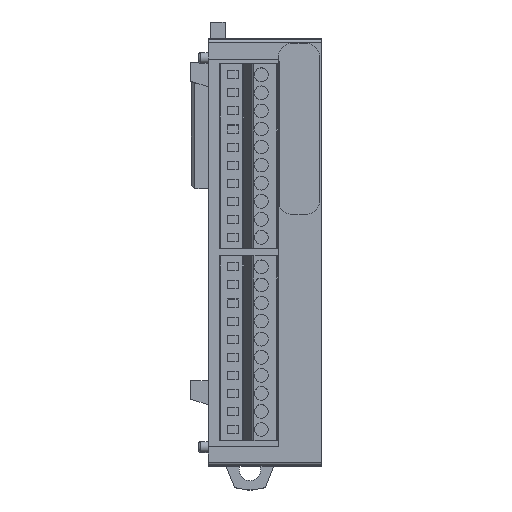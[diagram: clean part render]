
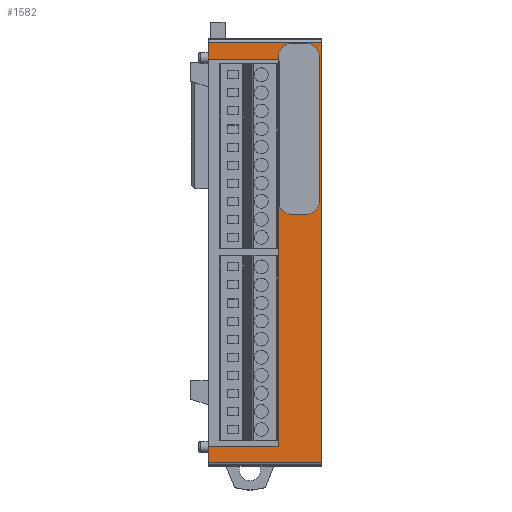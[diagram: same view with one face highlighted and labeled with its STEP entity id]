
A CAD part, top view. The second image highlights one B-rep face of the part: STEP entity #1582.
In plain terms, the highlighted planar face has unit normal (0, 0, 1).
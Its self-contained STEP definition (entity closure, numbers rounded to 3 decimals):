
#1582=ADVANCED_FACE('Corps principal',(#3378),#3379,.F.);
#3378=FACE_OUTER_BOUND('',#5383,.T.);
#3379=PLANE('',#5384);
#5383=EDGE_LOOP('',(#10070,#10071,#10072,#10073,#10074,#10075,#10076,#10077,#10078,#10079,#10080,#10081,#10082,#10083,#10084,#10085,#10086,#10087,#10088,#10089,#10090,#10091));
#5384=AXIS2_PLACEMENT_3D('',#10092,#10093,#10094);
#10070=ORIENTED_EDGE('',*,*,#13225,.T.);
#10071=ORIENTED_EDGE('',*,*,#13273,.F.);
#10072=ORIENTED_EDGE('',*,*,#13185,.F.);
#10073=ORIENTED_EDGE('',*,*,#13274,.F.);
#10074=ORIENTED_EDGE('',*,*,#11824,.T.);
#10075=ORIENTED_EDGE('',*,*,#12027,.T.);
#10076=ORIENTED_EDGE('',*,*,#12274,.F.);
#10077=ORIENTED_EDGE('',*,*,#12024,.F.);
#10078=ORIENTED_EDGE('',*,*,#11827,.T.);
#10079=ORIENTED_EDGE('',*,*,#13275,.F.);
#10080=ORIENTED_EDGE('',*,*,#13182,.T.);
#10081=ORIENTED_EDGE('',*,*,#11941,.T.);
#10082=ORIENTED_EDGE('',*,*,#12376,.T.);
#10083=ORIENTED_EDGE('',*,*,#12373,.T.);
#10084=ORIENTED_EDGE('',*,*,#12369,.T.);
#10085=ORIENTED_EDGE('',*,*,#12365,.T.);
#10086=ORIENTED_EDGE('',*,*,#12361,.T.);
#10087=ORIENTED_EDGE('',*,*,#12357,.T.);
#10088=ORIENTED_EDGE('',*,*,#12353,.T.);
#10089=ORIENTED_EDGE('',*,*,#12349,.T.);
#10090=ORIENTED_EDGE('',*,*,#12345,.T.);
#10091=ORIENTED_EDGE('',*,*,#13143,.T.);
#10092=CARTESIAN_POINT('',(0.0,0.729,81.003));
#10093=DIRECTION('',(0.0,0.0,-1.0));
#10094=DIRECTION('',(0.0,-1.0,0.0));
#11824=EDGE_CURVE('',#14166,#14164,#14167,.F.);
#11827=EDGE_CURVE('',#14171,#14169,#14172,.F.);
#11941=EDGE_CURVE('',#14388,#14392,#14394,.T.);
#12024=EDGE_CURVE('',#14171,#14530,#14531,.T.);
#12027=EDGE_CURVE('',#14164,#14534,#14535,.T.);
#12274=EDGE_CURVE('',#14530,#14534,#14860,.F.);
#12345=EDGE_CURVE('',#14995,#14999,#15001,.T.);
#12349=EDGE_CURVE('',#15004,#14995,#15007,.T.);
#12353=EDGE_CURVE('',#15010,#15004,#15013,.T.);
#12357=EDGE_CURVE('',#15016,#15010,#15019,.T.);
#12361=EDGE_CURVE('',#15022,#15016,#15025,.T.);
#12365=EDGE_CURVE('',#15028,#15022,#15031,.T.);
#12369=EDGE_CURVE('',#15034,#15028,#15037,.T.);
#12373=EDGE_CURVE('',#15040,#15034,#15043,.T.);
#12376=EDGE_CURVE('',#14392,#15040,#15046,.T.);
#13143=EDGE_CURVE('',#14999,#16093,#16094,.T.);
#13182=EDGE_CURVE('',#16161,#14388,#16162,.T.);
#13185=EDGE_CURVE('',#16164,#16166,#16167,.T.);
#13225=EDGE_CURVE('',#16093,#16234,#16236,.T.);
#13273=EDGE_CURVE('',#16166,#16234,#16284,.T.);
#13274=EDGE_CURVE('',#14166,#16164,#16285,.F.);
#13275=EDGE_CURVE('',#16161,#14169,#16286,.T.);
#14164=VERTEX_POINT('',#17488);
#14166=VERTEX_POINT('',#17490);
#14167=LINE('',#17491,#17492);
#14169=VERTEX_POINT('',#17495);
#14171=VERTEX_POINT('',#17498);
#14172=LINE('',#17499,#17500);
#14388=VERTEX_POINT('',#17816);
#14392=VERTEX_POINT('',#17821);
#14394=CIRCLE('',#17824,2.503);
#14530=VERTEX_POINT('',#18026);
#14531=LINE('',#18027,#18028);
#14534=VERTEX_POINT('',#18031);
#14535=LINE('',#18032,#18033);
#14860=LINE('',#18514,#18515);
#14995=VERTEX_POINT('',#18708);
#14999=VERTEX_POINT('',#18713);
#15001=CIRCLE('',#18716,2.503);
#15004=VERTEX_POINT('',#18719);
#15007=LINE('',#18724,#18725);
#15010=VERTEX_POINT('',#18728);
#15013=CIRCLE('',#18732,2.5);
#15016=VERTEX_POINT('',#18735);
#15019=CIRCLE('',#18739,2.503);
#15022=VERTEX_POINT('',#18742);
#15025=LINE('',#18747,#18748);
#15028=VERTEX_POINT('',#18751);
#15031=CIRCLE('',#18755,2.5);
#15034=VERTEX_POINT('',#18758);
#15037=CIRCLE('',#18762,2.503);
#15040=VERTEX_POINT('',#18765);
#15043=LINE('',#18770,#18771);
#15046=CIRCLE('',#18774,2.5);
#16093=VERTEX_POINT('',#20309);
#16094=CIRCLE('',#20310,2.5);
#16161=VERTEX_POINT('',#20402);
#16162=LINE('',#20403,#20404);
#16164=VERTEX_POINT('',#20407);
#16166=VERTEX_POINT('',#20410);
#16167=LINE('',#20411,#20412);
#16234=VERTEX_POINT('',#20504);
#16236=LINE('',#20507,#20508);
#16284=LINE('',#20580,#20581);
#16285=LINE('',#20582,#20583);
#16286=LINE('',#20584,#20585);
#17488=CARTESIAN_POINT('',(0.0,0.729,81.003));
#17490=CARTESIAN_POINT('',(0.0,3.982,81.003));
#17491=CARTESIAN_POINT('',(0.0,2.356,81.003));
#17492=VECTOR('',#22026,1.0);
#17495=CARTESIAN_POINT('',(0.0,85.718,81.003));
#17498=CARTESIAN_POINT('',(0.0,89.271,81.003));
#17499=CARTESIAN_POINT('',(0.0,87.494,81.003));
#17500=VECTOR('',#22029,1.0);
#17816=CARTESIAN_POINT('',(14.88,86.446,81.003));
#17821=CARTESIAN_POINT('',(15.612,88.214,81.003));
#17824=AXIS2_PLACEMENT_3D('',#22162,#22163,#22164);
#18026=CARTESIAN_POINT('',(23.85,89.271,81.003));
#18027=CARTESIAN_POINT('',(11.925,89.271,81.003));
#18028=VECTOR('',#22237,1.0);
#18031=CARTESIAN_POINT('',(23.85,0.729,81.003));
#18032=CARTESIAN_POINT('',(11.925,0.729,81.003));
#18033=VECTOR('',#22241,1.0);
#18514=CARTESIAN_POINT('',(23.85,45.0,81.003));
#18515=VECTOR('',#22425,1.0);
#18708=CARTESIAN_POINT('',(17.38,53.054,81.003));
#18713=CARTESIAN_POINT('',(15.612,53.786,81.003));
#18716=AXIS2_PLACEMENT_3D('',#22513,#22514,#22515);
#18719=CARTESIAN_POINT('',(20.907,53.054,81.003));
#18724=CARTESIAN_POINT('',(19.143,53.054,81.003));
#18725=VECTOR('',#22518,1.0);
#18728=CARTESIAN_POINT('',(22.674,53.786,81.003));
#18732=AXIS2_PLACEMENT_3D('',#22523,#22524,#22525);
#18735=CARTESIAN_POINT('',(23.406,55.554,81.003));
#18739=AXIS2_PLACEMENT_3D('',#22530,#22531,#22532);
#18742=CARTESIAN_POINT('',(23.406,86.446,81.003));
#18747=CARTESIAN_POINT('',(23.406,71.0,81.003));
#18748=VECTOR('',#22535,1.0);
#18751=CARTESIAN_POINT('',(22.674,88.214,81.003));
#18755=AXIS2_PLACEMENT_3D('',#22540,#22541,#22542);
#18758=CARTESIAN_POINT('',(20.907,88.946,81.003));
#18762=AXIS2_PLACEMENT_3D('',#22547,#22548,#22549);
#18765=CARTESIAN_POINT('',(17.38,88.946,81.003));
#18770=CARTESIAN_POINT('',(19.143,88.946,81.003));
#18771=VECTOR('',#22552,1.0);
#18774=AXIS2_PLACEMENT_3D('',#22556,#22557,#22558);
#20309=CARTESIAN_POINT('',(15.093,54.545,81.003));
#20310=AXIS2_PLACEMENT_3D('',#23115,#23116,#23117);
#20402=CARTESIAN_POINT('',(14.88,85.718,81.003));
#20403=CARTESIAN_POINT('',(14.88,86.082,81.003));
#20404=VECTOR('',#23167,1.0);
#20407=CARTESIAN_POINT('',(14.88,3.982,81.003));
#20410=CARTESIAN_POINT('',(14.88,85.305,81.003));
#20411=CARTESIAN_POINT('',(14.88,44.644,81.003));
#20412=VECTOR('',#23170,1.0);
#20504=CARTESIAN_POINT('',(15.093,85.305,81.003));
#20507=CARTESIAN_POINT('',(15.093,69.925,81.003));
#20508=VECTOR('',#23221,1.0);
#20580=CARTESIAN_POINT('',(14.987,85.305,81.003));
#20581=VECTOR('',#23246,1.0);
#20582=CARTESIAN_POINT('',(7.44,3.982,81.003));
#20583=VECTOR('',#23247,1.0);
#20584=CARTESIAN_POINT('',(7.44,85.718,81.003));
#20585=VECTOR('',#23248,1.0);
#22026=DIRECTION('',(0.0,1.0,0.0));
#22029=DIRECTION('',(0.0,1.0,0.0));
#22162=CARTESIAN_POINT('',(17.383,86.445,81.003));
#22163=DIRECTION('',(0.0,0.0,-1.0));
#22164=DIRECTION('',(1.0,0.0,0.0));
#22237=DIRECTION('',(1.0,0.0,0.0));
#22241=DIRECTION('',(1.0,0.0,0.0));
#22425=DIRECTION('',(0.0,1.0,0.0));
#22513=CARTESIAN_POINT('',(17.381,55.557,81.003));
#22514=DIRECTION('',(0.0,0.0,-1.0));
#22515=DIRECTION('',(1.0,0.0,0.0));
#22518=DIRECTION('',(-1.0,0.0,0.0));
#22523=CARTESIAN_POINT('',(20.907,55.554,81.003));
#22524=DIRECTION('',(0.0,0.0,-1.0));
#22525=DIRECTION('',(1.0,0.0,0.0));
#22530=CARTESIAN_POINT('',(20.903,55.555,81.003));
#22531=DIRECTION('',(0.0,0.0,-1.0));
#22532=DIRECTION('',(1.0,0.0,0.0));
#22535=DIRECTION('',(0.0,-1.0,0.0));
#22540=CARTESIAN_POINT('',(20.906,86.446,81.003));
#22541=DIRECTION('',(0.0,0.0,-1.0));
#22542=DIRECTION('',(1.0,0.0,0.0));
#22547=CARTESIAN_POINT('',(20.905,86.443,81.003));
#22548=DIRECTION('',(0.0,0.0,-1.0));
#22549=DIRECTION('',(1.0,0.0,0.0));
#22552=DIRECTION('',(1.0,0.0,0.0));
#22556=CARTESIAN_POINT('',(17.38,86.446,81.003));
#22557=DIRECTION('',(0.0,0.0,-1.0));
#22558=DIRECTION('',(1.0,0.0,0.0));
#23115=CARTESIAN_POINT('',(17.38,55.554,81.003));
#23116=DIRECTION('',(0.0,0.0,-1.0));
#23117=DIRECTION('',(1.0,0.0,0.0));
#23167=DIRECTION('',(0.0,1.0,0.0));
#23170=DIRECTION('',(0.,1.0,0.0));
#23221=DIRECTION('',(0.,1.0,0.0));
#23246=DIRECTION('',(1.0,0.0,0.0));
#23247=DIRECTION('',(-1.0,0.0,0.0));
#23248=DIRECTION('',(-1.0,0.0,0.0));
